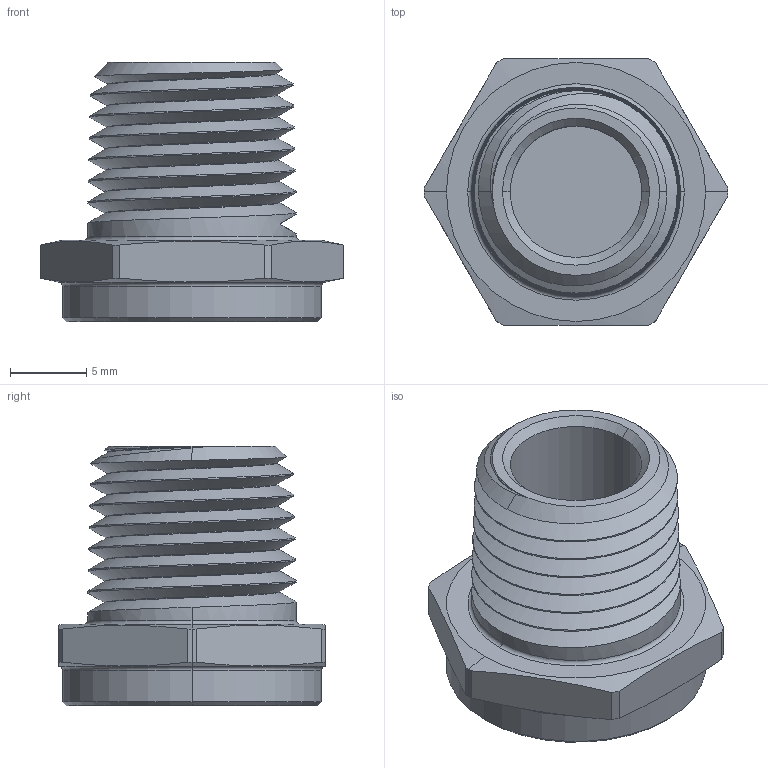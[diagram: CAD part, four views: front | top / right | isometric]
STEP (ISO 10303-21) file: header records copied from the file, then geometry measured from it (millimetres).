
FILE_DESCRIPTION (( 'STEP AP214' ), '1' );
FILE_NAME ('101045.step', '2013-08-26T18:13:44', ( '' ), ( '' ), 'SwSTEP 2.0', 'SolidWorks 2012', '' );
FILE_SCHEMA (( 'AUTOMOTIVE_DESIGN' ));
Length unit declared in the file: inch
Products named in the file (3): 402045; 403045; 101045
Assembly tree (2 placements, depth 2):
  101045
    403045
    402045
Bounding box: 19.93 x 17.53 x 17.02 mm (x, y, z)
Volume: 2014.1 mm3; surface area: 2263.3 mm2
Topology: 2 solids, 2 shells, 72 faces, 174 edges, 108 vertices
Faces by surface type: cone 28, cylinder 18, plane 15, torus 8, bspline 3
Entity records: 5488 total; most frequent: CARTESIAN_POINT 3746, ORIENTED_EDGE 348, DIRECTION 333, EDGE_CURVE 174, AXIS2_PLACEMENT_3D 138, VERTEX_POINT 108, EDGE_LOOP 76, ADVANCED_FACE 72
